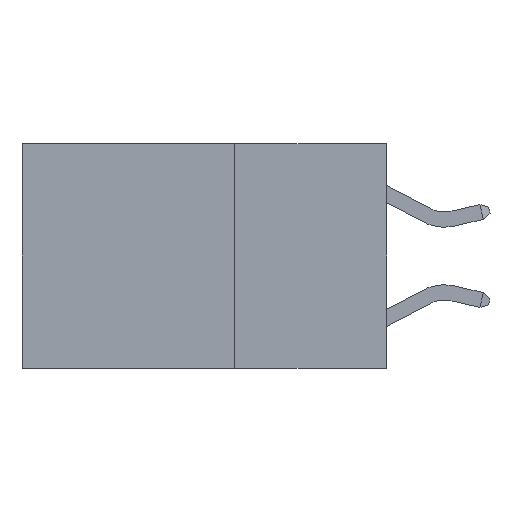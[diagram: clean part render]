
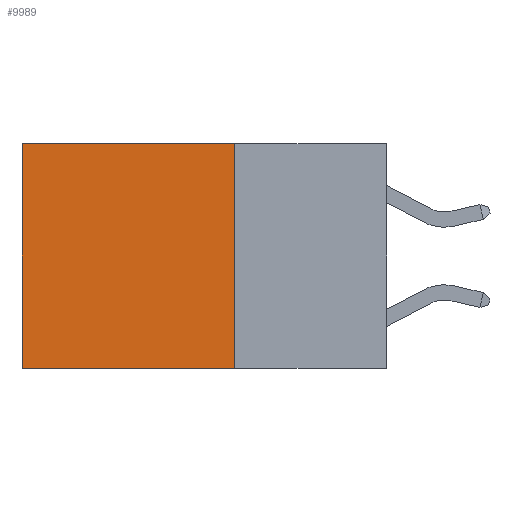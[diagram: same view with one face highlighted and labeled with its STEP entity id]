
A CAD part, left-side view. The second image highlights one B-rep face of the part: STEP entity #9989.
In plain terms, the highlighted planar face has unit normal (-1, 0, 0).
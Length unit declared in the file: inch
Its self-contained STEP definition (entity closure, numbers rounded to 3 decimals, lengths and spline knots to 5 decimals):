
#34 = CARTESIAN_POINT ( 'NONE',  ( 0.2625, 0.25, -0.37 ) ) ;
#45 = VECTOR ( 'NONE', #1115, 39.37008 ) ;
#133 = EDGE_CURVE ( 'NONE', #9258, #2131, #11198, .T. ) ;
#213 = ORIENTED_EDGE ( 'NONE', *, *, #133, .F. ) ;
#1115 = DIRECTION ( 'NONE',  ( 0., 1., 0. ) ) ;
#2005 = AXIS2_PLACEMENT_3D ( 'NONE', #4381, #8058, #2568 ) ;
#2131 = VERTEX_POINT ( 'NONE', #34 ) ;
#2363 = ORIENTED_EDGE ( 'NONE', *, *, #4481, .T. ) ;
#2373 = DIRECTION ( 'NONE',  ( 0., 0., -1. ) ) ;
#2568 = DIRECTION ( 'NONE',  ( 0., 0., -1. ) ) ;
#3662 = FACE_OUTER_BOUND ( 'NONE', #9445, .T. ) ;
#3798 = EDGE_CURVE ( 'NONE', #2131, #10249, #8607, .T. ) ;
#3932 = VECTOR ( 'NONE', #2373, 39.37008 ) ;
#4050 = CARTESIAN_POINT ( 'NONE',  ( 0.2625, 0.25, 0. ) ) ;
#4150 = LINE ( 'NONE', #7562, #7155 ) ;
#4381 = CARTESIAN_POINT ( 'NONE',  ( 0.2625, 0.25, 0. ) ) ;
#4481 = EDGE_CURVE ( 'NONE', #7776, #10249, #4150, .T. ) ;
#4751 = DIRECTION ( 'NONE',  ( 0., 1., 0. ) ) ;
#5040 = CARTESIAN_POINT ( 'NONE',  ( 0.2625, 0.25, 0. ) ) ;
#5109 = ORIENTED_EDGE ( 'NONE', *, *, #10917, .T. ) ;
#5661 = CARTESIAN_POINT ( 'NONE',  ( 0.2625, 0.6, -0.37 ) ) ;
#7155 = VECTOR ( 'NONE', #10278, 39.37008 ) ;
#7238 = ORIENTED_EDGE ( 'NONE', *, *, #3798, .F. ) ;
#7363 = LINE ( 'NONE', #7508, #45 ) ;
#7508 = CARTESIAN_POINT ( 'NONE',  ( 0.2625, 0.25, 0. ) ) ;
#7562 = CARTESIAN_POINT ( 'NONE',  ( 0.2625, 0.6, 0. ) ) ;
#7776 = VERTEX_POINT ( 'NONE', #8251 ) ;
#8058 = DIRECTION ( 'NONE',  ( 1., 0., 0. ) ) ;
#8251 = CARTESIAN_POINT ( 'NONE',  ( 0.2625, 0.6, 0. ) ) ;
#8607 = LINE ( 'NONE', #9298, #9160 ) ;
#9160 = VECTOR ( 'NONE', #4751, 39.37008 ) ;
#9258 = VERTEX_POINT ( 'NONE', #5040 ) ;
#9298 = CARTESIAN_POINT ( 'NONE',  ( 0.2625, 0.25, -0.37 ) ) ;
#9445 = EDGE_LOOP ( 'NONE', ( #2363, #7238, #213, #5109 ) ) ;
#9989 = ADVANCED_FACE ( 'NONE', ( #3662 ), #10748, .F. ) ;
#10249 = VERTEX_POINT ( 'NONE', #5661 ) ;
#10278 = DIRECTION ( 'NONE',  ( 0., 0., -1. ) ) ;
#10748 = PLANE ( 'NONE',  #2005 ) ;
#10917 = EDGE_CURVE ( 'NONE', #9258, #7776, #7363, .T. ) ;
#11198 = LINE ( 'NONE', #4050, #3932 ) ;
